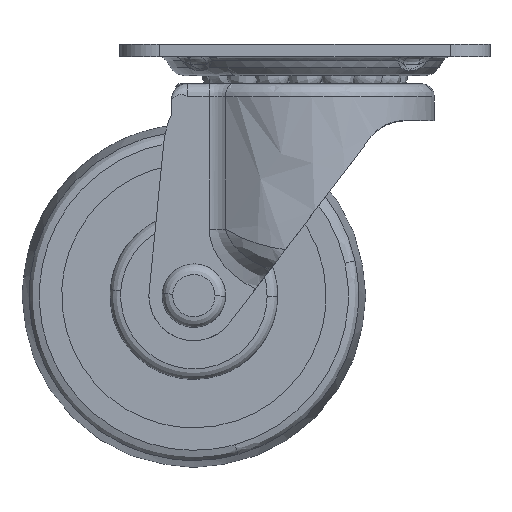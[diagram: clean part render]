
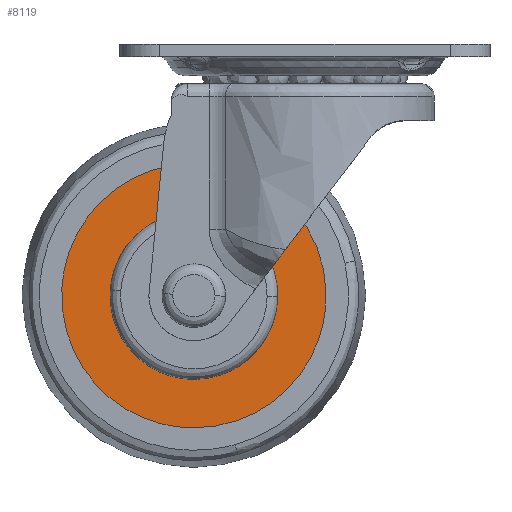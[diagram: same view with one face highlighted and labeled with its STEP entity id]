
A CAD part, front view. The second image highlights one B-rep face of the part: STEP entity #8119.
In plain terms, the highlighted free-form (B-spline) face has degree [1, 1] with [2, 2] control points.
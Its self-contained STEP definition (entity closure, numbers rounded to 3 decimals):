
#6433=CARTESIAN_POINT('',(-12.398,-12.0,-60.813));
#6434=VERTEX_POINT('',#6433);
#6440=CARTESIAN_POINT('',(-21.0,-12.0,-31.65));
#6441=VERTEX_POINT('',#6440);
#6442=CARTESIAN_POINT('',(-12.398,-12.,-60.813));
#6443=CARTESIAN_POINT('',(-5.15,-12.,-56.129));
#6444=CARTESIAN_POINT('',(-5.15,-12.0,-47.5));
#6445=CARTESIAN_POINT('',(-5.15,-12.0,-31.65));
#6446=CARTESIAN_POINT('',(-21.0,-12.0,-31.65));
#6454=(BOUNDED_CURVE()B_SPLINE_CURVE(2,(#6442,#6443,#6444,#6445,#6446),.UNSPECIFIED.,.F.,.U.)B_SPLINE_CURVE_WITH_KNOTS((3,2,3),(0.093,0.25,0.5),.UNSPECIFIED.)CURVE()GEOMETRIC_REPRESENTATION_ITEM()RATIONAL_B_SPLINE_CURVE((0.863,0.816,1.0,0.707,1.0))REPRESENTATION_ITEM(''));
#6455=EDGE_CURVE('',#6434,#6441,#6454,.T.);
#6457=CARTESIAN_POINT('',(-33.23,-12.0,-57.582));
#6458=VERTEX_POINT('',#6457);
#6459=CARTESIAN_POINT('',(-21.0,-12.0,-31.65));
#6460=CARTESIAN_POINT('',(-36.85,-12.0,-31.65));
#6461=CARTESIAN_POINT('',(-36.85,-12.0,-47.5));
#6462=CARTESIAN_POINT('',(-36.85,-12.,-53.191));
#6463=CARTESIAN_POINT('',(-33.23,-12.,-57.582));
#6471=(BOUNDED_CURVE()B_SPLINE_CURVE(2,(#6459,#6460,#6461,#6462,#6463),.UNSPECIFIED.,.F.,.U.)B_SPLINE_CURVE_WITH_KNOTS((3,2,3),(0.5,0.75,0.861),.UNSPECIFIED.)CURVE()GEOMETRIC_REPRESENTATION_ITEM()RATIONAL_B_SPLINE_CURVE((1.0,0.707,1.0,0.871,0.856))REPRESENTATION_ITEM(''));
#6472=EDGE_CURVE('',#6441,#6458,#6471,.T.);
#6574=CARTESIAN_POINT('',(-21.0,-12.0,-63.35));
#6575=VERTEX_POINT('',#6574);
#6576=CARTESIAN_POINT('',(-33.23,-12.,-57.582));
#6577=CARTESIAN_POINT('',(-28.475,-12.,-63.35));
#6578=CARTESIAN_POINT('',(-21.0,-12.0,-63.35));
#6586=(BOUNDED_CURVE()B_SPLINE_CURVE(2,(#6576,#6577,#6578),.UNSPECIFIED.,.F.,.U.)B_SPLINE_CURVE_WITH_KNOTS((3,3),(0.861,1.0),.UNSPECIFIED.)CURVE()GEOMETRIC_REPRESENTATION_ITEM()RATIONAL_B_SPLINE_CURVE((0.856,0.837,1.0))REPRESENTATION_ITEM(''));
#6587=EDGE_CURVE('',#6458,#6575,#6586,.T.);
#6589=CARTESIAN_POINT('',(-21.0,-12.0,-63.35));
#6590=CARTESIAN_POINT('',(-16.325,-12.,-63.35));
#6591=CARTESIAN_POINT('',(-12.398,-12.,-60.813));
#6599=(BOUNDED_CURVE()B_SPLINE_CURVE(2,(#6589,#6590,#6591),.UNSPECIFIED.,.F.,.U.)B_SPLINE_CURVE_WITH_KNOTS((3,3),(0.0,0.093),.UNSPECIFIED.)CURVE()GEOMETRIC_REPRESENTATION_ITEM()RATIONAL_B_SPLINE_CURVE((1.0,0.891,0.863))REPRESENTATION_ITEM(''));
#6600=EDGE_CURVE('',#6575,#6434,#6599,.T.);
#6628=CARTESIAN_POINT('',(3.825,-12.,-50.451));
#6629=VERTEX_POINT('',#6628);
#6630=CARTESIAN_POINT('',(-21.0,-12.0,-22.5));
#6631=VERTEX_POINT('',#6630);
#6632=CARTESIAN_POINT('',(3.825,-12.,-50.451));
#6633=CARTESIAN_POINT('',(4.,-12.,-48.981));
#6634=CARTESIAN_POINT('',(4.0,-12.0,-47.5));
#6635=CARTESIAN_POINT('',(4.0,-12.0,-22.5));
#6636=CARTESIAN_POINT('',(-21.0,-12.0,-22.5));
#6644=(BOUNDED_CURVE()B_SPLINE_CURVE(2,(#6632,#6633,#6634,#6635,#6636),.UNSPECIFIED.,.F.,.U.)B_SPLINE_CURVE_WITH_KNOTS((3,2,3),(0.23,0.25,0.5),.UNSPECIFIED.)CURVE()GEOMETRIC_REPRESENTATION_ITEM()RATIONAL_B_SPLINE_CURVE((0.956,0.976,1.0,0.707,1.0))REPRESENTATION_ITEM(''));
#6645=EDGE_CURVE('',#6629,#6631,#6644,.T.);
#6686=CARTESIAN_POINT('',(-45.953,-12.,-45.974));
#6687=VERTEX_POINT('',#6686);
#6693=CARTESIAN_POINT('',(-21.0,-12.0,-22.5));
#6694=CARTESIAN_POINT('',(-44.518,-12.0,-22.5));
#6695=CARTESIAN_POINT('',(-45.953,-12.,-45.974));
#6703=(BOUNDED_CURVE()B_SPLINE_CURVE(2,(#6693,#6694,#6695),.UNSPECIFIED.,.F.,.U.)B_SPLINE_CURVE_WITH_KNOTS((3,3),(0.5,0.739),.UNSPECIFIED.)CURVE()GEOMETRIC_REPRESENTATION_ITEM()RATIONAL_B_SPLINE_CURVE((1.0,0.72,0.976))REPRESENTATION_ITEM(''));
#6704=EDGE_CURVE('',#6631,#6687,#6703,.T.);
#6727=CARTESIAN_POINT('',(-21.0,-12.0,-72.5));
#6728=VERTEX_POINT('',#6727);
#6729=CARTESIAN_POINT('',(-21.0,-12.0,-72.5));
#6730=CARTESIAN_POINT('',(1.204,-12.,-72.5));
#6731=CARTESIAN_POINT('',(3.825,-12.,-50.451));
#6739=(BOUNDED_CURVE()B_SPLINE_CURVE(2,(#6729,#6730,#6731),.UNSPECIFIED.,.F.,.U.)B_SPLINE_CURVE_WITH_KNOTS((3,3),(0.0,0.23),.UNSPECIFIED.)CURVE()GEOMETRIC_REPRESENTATION_ITEM()RATIONAL_B_SPLINE_CURVE((1.0,0.731,0.956))REPRESENTATION_ITEM(''));
#6740=EDGE_CURVE('',#6728,#6629,#6739,.T.);
#6742=CARTESIAN_POINT('',(-45.953,-12.,-45.974));
#6743=CARTESIAN_POINT('',(-46.0,-12.,-46.736));
#6744=CARTESIAN_POINT('',(-46.0,-12.0,-47.5));
#6745=CARTESIAN_POINT('',(-46.,-12.0,-72.5));
#6746=CARTESIAN_POINT('',(-21.0,-12.0,-72.5));
#6754=(BOUNDED_CURVE()B_SPLINE_CURVE(2,(#6742,#6743,#6744,#6745,#6746),.UNSPECIFIED.,.F.,.U.)B_SPLINE_CURVE_WITH_KNOTS((3,2,3),(0.739,0.75,1.0),.UNSPECIFIED.)CURVE()GEOMETRIC_REPRESENTATION_ITEM()RATIONAL_B_SPLINE_CURVE((0.976,0.988,1.0,0.707,1.0))REPRESENTATION_ITEM(''));
#6755=EDGE_CURVE('',#6687,#6728,#6754,.T.);
#8102=CARTESIAN_POINT('',(-48.497,-12.0,-74.997));
#8103=CARTESIAN_POINT('',(-48.497,-12.0,-20.002));
#8104=CARTESIAN_POINT('',(6.497,-12.0,-74.997));
#8105=CARTESIAN_POINT('',(6.497,-12.0,-20.002));
#8106=B_SPLINE_SURFACE_WITH_KNOTS('',1,1,((#8102,#8104),(#8103,#8105)),.UNSPECIFIED.,.F.,.F.,.U.,(2,2),(2,2),(0.0,54.995),(0.0,54.994),.UNSPECIFIED.);
#8107=ORIENTED_EDGE('',*,*,#6740,.T.);
#8108=ORIENTED_EDGE('',*,*,#6645,.T.);
#8109=ORIENTED_EDGE('',*,*,#6704,.T.);
#8110=ORIENTED_EDGE('',*,*,#6755,.T.);
#8111=EDGE_LOOP('',(#8107,#8108,#8109,#8110));
#8112=FACE_OUTER_BOUND('',#8111,.T.);
#8113=ORIENTED_EDGE('',*,*,#6472,.F.);
#8114=ORIENTED_EDGE('',*,*,#6455,.F.);
#8115=ORIENTED_EDGE('',*,*,#6600,.F.);
#8116=ORIENTED_EDGE('',*,*,#6587,.F.);
#8117=EDGE_LOOP('',(#8113,#8114,#8115,#8116));
#8118=FACE_BOUND('',#8117,.T.);
#8119=ADVANCED_FACE('',(#8112,#8118),#8106,.F.);
